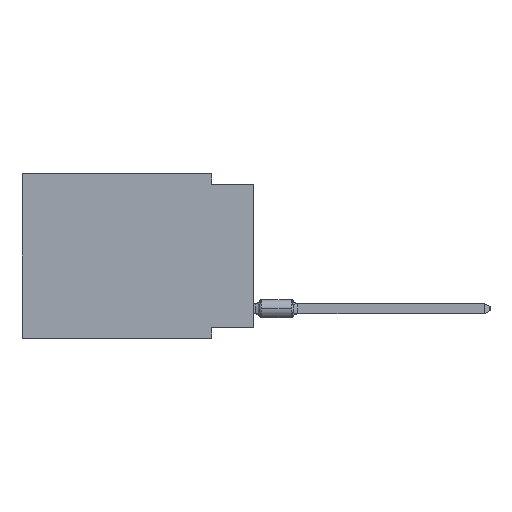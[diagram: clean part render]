
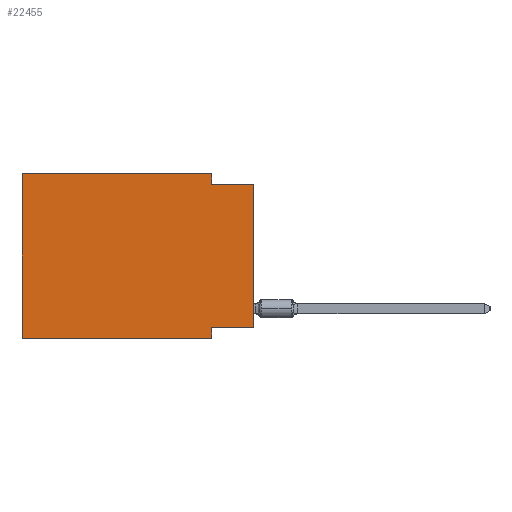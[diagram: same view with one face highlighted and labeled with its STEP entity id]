
A CAD part, left-side view. The second image highlights one B-rep face of the part: STEP entity #22455.
In plain terms, the highlighted planar face has unit normal (-1, 0, 0).
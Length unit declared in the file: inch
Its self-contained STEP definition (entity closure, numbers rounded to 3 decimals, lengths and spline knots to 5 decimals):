
#675 = CARTESIAN_POINT ( 'NONE',  ( 0., 0.1, -0.365 ) ) ;
#1006 = LINE ( 'NONE', #36956, #10731 ) ;
#1547 = DIRECTION ( 'NONE',  ( 1., 0., 0. ) ) ;
#1815 = EDGE_CURVE ( 'NONE', #7170, #18313, #21501, .T. ) ;
#1871 = ORIENTED_EDGE ( 'NONE', *, *, #20189, .F. ) ;
#3615 = CARTESIAN_POINT ( 'NONE',  ( 0., 0.55, -0.39 ) ) ;
#3794 = EDGE_LOOP ( 'NONE', ( #13104, #16230, #30598, #11991, #17372, #31816, #36281, #1871 ) ) ;
#4225 = EDGE_CURVE ( 'NONE', #18053, #20452, #32257, .T. ) ;
#4507 = DIRECTION ( 'NONE',  ( 0., -1., 0. ) ) ;
#4968 = CARTESIAN_POINT ( 'NONE',  ( 0., 0.1, 0. ) ) ;
#5854 = CARTESIAN_POINT ( 'NONE',  ( 0., 0.1, 0. ) ) ;
#6595 = CARTESIAN_POINT ( 'NONE',  ( 0., 0., -0.025 ) ) ;
#7134 = CARTESIAN_POINT ( 'NONE',  ( 0., 0.1, -0.39 ) ) ;
#7170 = VERTEX_POINT ( 'NONE', #675 ) ;
#7307 = VERTEX_POINT ( 'NONE', #17169 ) ;
#9713 = VECTOR ( 'NONE', #36431, 39.37008 ) ;
#10731 = VECTOR ( 'NONE', #37141, 39.37008 ) ;
#10970 = DIRECTION ( 'NONE',  ( 0., 0., 1. ) ) ;
#11991 = ORIENTED_EDGE ( 'NONE', *, *, #21273, .F. ) ;
#12334 = VECTOR ( 'NONE', #15433, 39.37008 ) ;
#13104 = ORIENTED_EDGE ( 'NONE', *, *, #24021, .T. ) ;
#13690 = VECTOR ( 'NONE', #19316, 39.37008 ) ;
#15040 = CARTESIAN_POINT ( 'NONE',  ( 0., 0.55, -0.39 ) ) ;
#15433 = DIRECTION ( 'NONE',  ( 0., 0., 1. ) ) ;
#15725 = CARTESIAN_POINT ( 'NONE',  ( 0., 0., -0.365 ) ) ;
#16230 = ORIENTED_EDGE ( 'NONE', *, *, #25663, .F. ) ;
#16901 = LINE ( 'NONE', #28860, #25617 ) ;
#16907 = FACE_OUTER_BOUND ( 'NONE', #3794, .T. ) ;
#16971 = DIRECTION ( 'NONE',  ( 0., 0., -1. ) ) ;
#17169 = CARTESIAN_POINT ( 'NONE',  ( 0., 0.55, 0. ) ) ;
#17372 = ORIENTED_EDGE ( 'NONE', *, *, #37073, .F. ) ;
#18053 = VERTEX_POINT ( 'NONE', #5854 ) ;
#18313 = VERTEX_POINT ( 'NONE', #35070 ) ;
#19316 = DIRECTION ( 'NONE',  ( 0., 0., -1. ) ) ;
#20189 = EDGE_CURVE ( 'NONE', #34846, #7170, #33631, .T. ) ;
#20452 = VERTEX_POINT ( 'NONE', #20647 ) ;
#20647 = CARTESIAN_POINT ( 'NONE',  ( 0., 0.1, -0.025 ) ) ;
#21273 = EDGE_CURVE ( 'NONE', #7307, #18053, #16901, .T. ) ;
#21469 = CARTESIAN_POINT ( 'NONE',  ( 0., 0., -0.365 ) ) ;
#21501 = LINE ( 'NONE', #7134, #13690 ) ;
#22455 = ADVANCED_FACE ( 'NONE', ( #16907 ), #28467, .F. ) ;
#22931 = LINE ( 'NONE', #34332, #23912 ) ;
#23713 = VECTOR ( 'NONE', #27545, 39.37008 ) ;
#23912 = VECTOR ( 'NONE', #10970, 39.37008 ) ;
#24021 = EDGE_CURVE ( 'NONE', #34846, #29980, #22931, .T. ) ;
#25617 = VECTOR ( 'NONE', #4507, 39.37008 ) ;
#25663 = EDGE_CURVE ( 'NONE', #20452, #29980, #1006, .T. ) ;
#26468 = LINE ( 'NONE', #3615, #9713 ) ;
#27545 = DIRECTION ( 'NONE',  ( 0., 1., 0. ) ) ;
#28467 = PLANE ( 'NONE',  #33241 ) ;
#28860 = CARTESIAN_POINT ( 'NONE',  ( 0., 0.55, 0. ) ) ;
#28865 = CARTESIAN_POINT ( 'NONE',  ( 0., 0.55, 0. ) ) ;
#29980 = VERTEX_POINT ( 'NONE', #6595 ) ;
#30339 = LINE ( 'NONE', #33105, #12334 ) ;
#30598 = ORIENTED_EDGE ( 'NONE', *, *, #4225, .F. ) ;
#31816 = ORIENTED_EDGE ( 'NONE', *, *, #35029, .T. ) ;
#32257 = LINE ( 'NONE', #4968, #35440 ) ;
#32754 = VERTEX_POINT ( 'NONE', #15040 ) ;
#33105 = CARTESIAN_POINT ( 'NONE',  ( 0., 0.55, 0. ) ) ;
#33241 = AXIS2_PLACEMENT_3D ( 'NONE', #28865, #1547, #38065 ) ;
#33631 = LINE ( 'NONE', #21469, #23713 ) ;
#34332 = CARTESIAN_POINT ( 'NONE',  ( 0., 0., 0. ) ) ;
#34846 = VERTEX_POINT ( 'NONE', #15725 ) ;
#35029 = EDGE_CURVE ( 'NONE', #32754, #18313, #26468, .T. ) ;
#35070 = CARTESIAN_POINT ( 'NONE',  ( 0., 0.1, -0.39 ) ) ;
#35440 = VECTOR ( 'NONE', #16971, 39.37008 ) ;
#36281 = ORIENTED_EDGE ( 'NONE', *, *, #1815, .F. ) ;
#36431 = DIRECTION ( 'NONE',  ( 0., -1., 0. ) ) ;
#36956 = CARTESIAN_POINT ( 'NONE',  ( 0., 0., -0.025 ) ) ;
#37073 = EDGE_CURVE ( 'NONE', #32754, #7307, #30339, .T. ) ;
#37141 = DIRECTION ( 'NONE',  ( 0., -1., 0. ) ) ;
#38065 = DIRECTION ( 'NONE',  ( 0., 0., -1. ) ) ;
